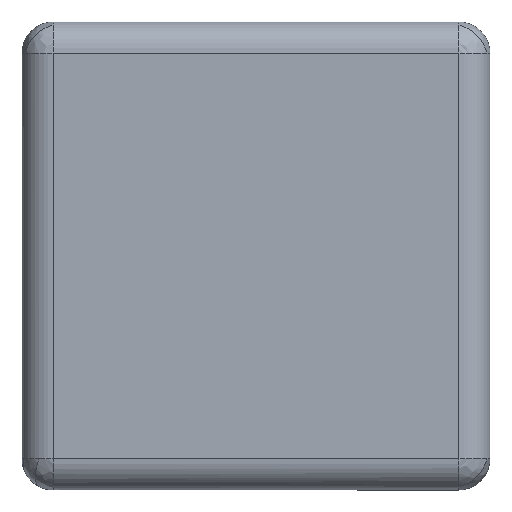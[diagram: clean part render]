
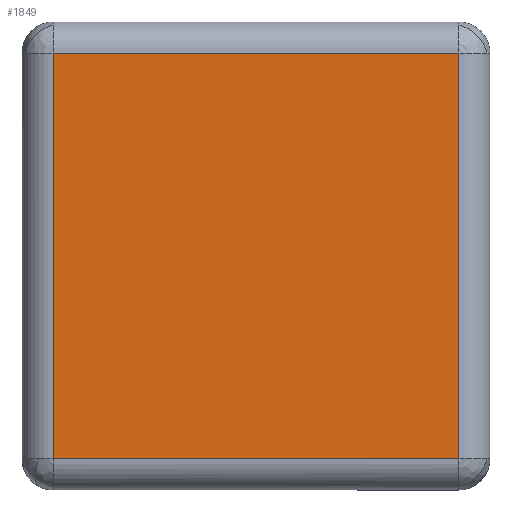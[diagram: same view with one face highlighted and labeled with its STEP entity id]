
A CAD part, top view. The second image highlights one B-rep face of the part: STEP entity #1849.
In plain terms, the highlighted planar face has unit normal (0, 0, 1).
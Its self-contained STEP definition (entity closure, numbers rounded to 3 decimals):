
#22 = CARTESIAN_POINT ( 'NONE',  ( 19.5, 22.5, 4. ) ) ;
#48 = ORIENTED_EDGE ( 'NONE', *, *, #50, .F. ) ;
#50 = EDGE_CURVE ( 'NONE', #1402, #547, #1471, .T. ) ;
#210 = VECTOR ( 'NONE', #2109, 1000. ) ;
#220 = DIRECTION ( 'NONE',  ( 0., 0., -1. ) ) ;
#248 = DIRECTION ( 'NONE',  ( -1., 0., 0. ) ) ;
#314 = LINE ( 'NONE', #22, #421 ) ;
#348 = LINE ( 'NONE', #580, #2240 ) ;
#352 = EDGE_LOOP ( 'NONE', ( #48, #1592, #464, #1445 ) ) ;
#410 = CARTESIAN_POINT ( 'NONE',  ( 19.5, 19.5, 4. ) ) ;
#421 = VECTOR ( 'NONE', #1350, 1000. ) ;
#464 = ORIENTED_EDGE ( 'NONE', *, *, #2705, .F. ) ;
#547 = VERTEX_POINT ( 'NONE', #1238 ) ;
#580 = CARTESIAN_POINT ( 'NONE',  ( -19.5, 22.5, 4. ) ) ;
#642 = FACE_OUTER_BOUND ( 'NONE', #352, .T. ) ;
#800 = VERTEX_POINT ( 'NONE', #1448 ) ;
#947 = CARTESIAN_POINT ( 'NONE',  ( 19.5, -19.5, 4. ) ) ;
#1238 = CARTESIAN_POINT ( 'NONE',  ( -19.5, -19.5, 4. ) ) ;
#1350 = DIRECTION ( 'NONE',  ( 0., -1., 0. ) ) ;
#1387 = CARTESIAN_POINT ( 'NONE',  ( -22.5, -19.5, 4. ) ) ;
#1402 = VERTEX_POINT ( 'NONE', #947 ) ;
#1445 = ORIENTED_EDGE ( 'NONE', *, *, #2790, .F. ) ;
#1448 = CARTESIAN_POINT ( 'NONE',  ( -19.5, 19.5, 4. ) ) ;
#1471 = LINE ( 'NONE', #1387, #1820 ) ;
#1592 = ORIENTED_EDGE ( 'NONE', *, *, #2123, .F. ) ;
#1820 = VECTOR ( 'NONE', #248, 1000. ) ;
#1831 = LINE ( 'NONE', #1887, #210 ) ;
#1849 = ADVANCED_FACE ( 'NONE', ( #642 ), #2481, .F. ) ;
#1887 = CARTESIAN_POINT ( 'NONE',  ( -22.5, 19.5, 4. ) ) ;
#2109 = DIRECTION ( 'NONE',  ( 1., 0., 0. ) ) ;
#2123 = EDGE_CURVE ( 'NONE', #2509, #1402, #314, .T. ) ;
#2155 = DIRECTION ( 'NONE',  ( 0., 1., 0. ) ) ;
#2166 = AXIS2_PLACEMENT_3D ( 'NONE', #2473, #220, #2710 ) ;
#2240 = VECTOR ( 'NONE', #2155, 1000. ) ;
#2473 = CARTESIAN_POINT ( 'NONE',  ( -22.5, 22.5, 4. ) ) ;
#2481 = PLANE ( 'NONE',  #2166 ) ;
#2509 = VERTEX_POINT ( 'NONE', #410 ) ;
#2705 = EDGE_CURVE ( 'NONE', #800, #2509, #1831, .T. ) ;
#2710 = DIRECTION ( 'NONE',  ( 0., 1., 0. ) ) ;
#2790 = EDGE_CURVE ( 'NONE', #547, #800, #348, .T. ) ;
